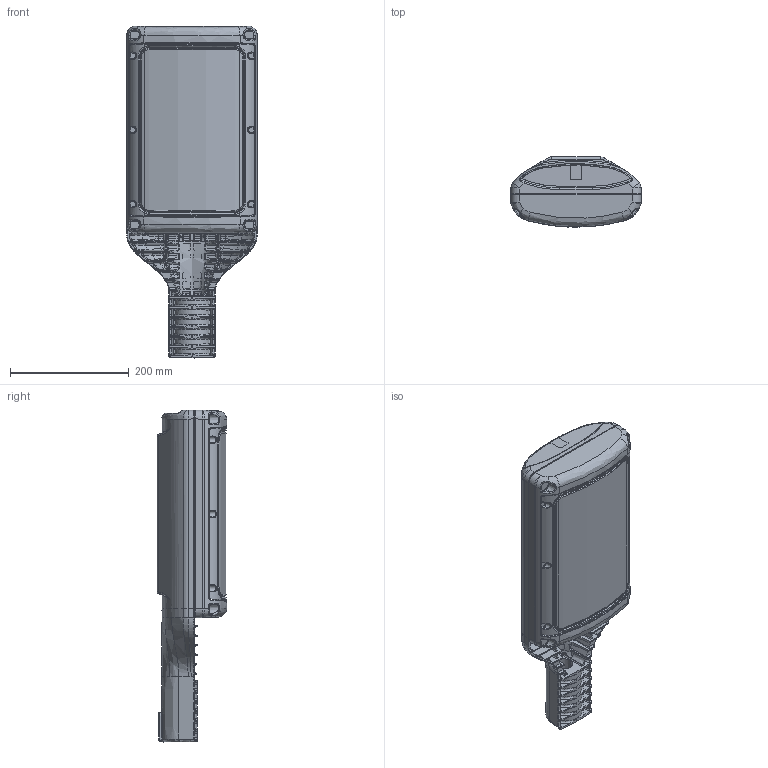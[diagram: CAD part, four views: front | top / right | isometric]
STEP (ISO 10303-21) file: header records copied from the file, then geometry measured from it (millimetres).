
FILE_DESCRIPTION((''),'2;1');
FILE_NAME('006','2020-06-22T14:34:33',('VERDEST'),(''),'CREO PARAMETRIC BY PTC INC, 2019080','CREO PARAMETRIC BY PTC INC, 2019080','');
FILE_SCHEMA(('CONFIG_CONTROL_DESIGN'));
Products named in the file (1): 006
Bounding box: 219.94 x 117.81 x 558.97 mm (x, y, z)
Surface area: 495948.6 mm2 (no closed solid volume)
Topology: 0 solids, 29 shells, 1310 faces, 3754 edges, 2392 vertices
Faces by surface type: bspline 758, plane 252, cylinder 250, cone 30, torus 12, sphere 8
Entity records: 88350 total; most frequent: CARTESIAN_POINT 61891, ORIENTED_EDGE 6634, EDGE_CURVE 3754, DIRECTION 3187, VERTEX_POINT 2392, B_SPLINE_CURVE_WITH_KNOTS 2307, EDGE_LOOP 1310, FACE_OUTER_BOUND 1310
